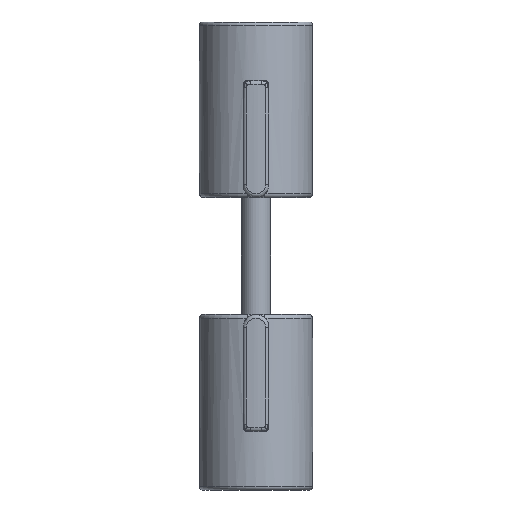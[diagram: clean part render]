
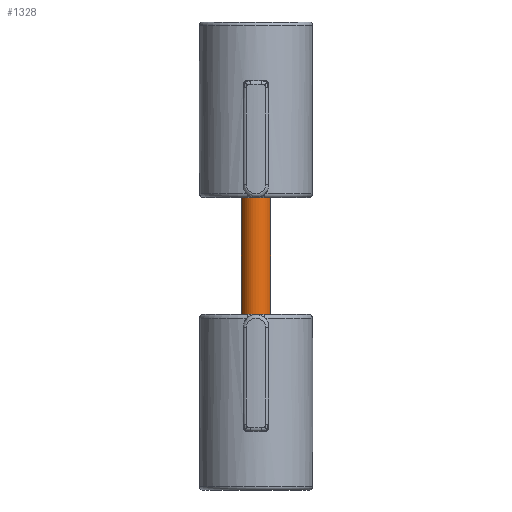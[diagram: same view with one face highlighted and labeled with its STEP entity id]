
A CAD part, left-side view. The second image highlights one B-rep face of the part: STEP entity #1328.
In plain terms, the highlighted cylindrical face has radius 0.4 mm (diameter 0.8 mm), a full revolution.
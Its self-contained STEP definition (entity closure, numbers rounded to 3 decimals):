
#59=ELLIPSE('',#1457,0.566,0.4);
#60=ELLIPSE('',#1458,0.566,0.4);
#83=CYLINDRICAL_SURFACE('',#1465,0.4);
#86=FACE_BOUND('',#380,.T.);
#140=LINE('',#4209,#194);
#194=VECTOR('',#1773,0.4);
#298=FACE_OUTER_BOUND('',#379,.T.);
#379=EDGE_LOOP('',(#1214,#1215,#1216,#1217));
#380=EDGE_LOOP('',(#1218,#1219));
#437=CIRCLE('',#1442,0.4);
#444=CIRCLE('',#1466,0.4);
#611=VERTEX_POINT('',#3751);
#624=VERTEX_POINT('',#3918);
#625=VERTEX_POINT('',#3919);
#635=VERTEX_POINT('',#4208);
#796=EDGE_CURVE('',#611,#611,#437,.T.);
#812=EDGE_CURVE('',#624,#625,#59,.T.);
#813=EDGE_CURVE('',#624,#625,#60,.T.);
#829=EDGE_CURVE('',#611,#635,#140,.T.);
#830=EDGE_CURVE('',#635,#635,#444,.T.);
#1214=ORIENTED_EDGE('',*,*,#796,.T.);
#1215=ORIENTED_EDGE('',*,*,#829,.T.);
#1216=ORIENTED_EDGE('',*,*,#830,.T.);
#1217=ORIENTED_EDGE('',*,*,#829,.F.);
#1218=ORIENTED_EDGE('',*,*,#813,.T.);
#1219=ORIENTED_EDGE('',*,*,#812,.F.);
#1328=ADVANCED_FACE('',(#298,#86),#83,.T.);
#1442=AXIS2_PLACEMENT_3D('',#3752,#1713,#1714);
#1457=AXIS2_PLACEMENT_3D('',#3920,#1748,#1749);
#1458=AXIS2_PLACEMENT_3D('',#3921,#1750,#1751);
#1465=AXIS2_PLACEMENT_3D('',#4207,#1771,#1772);
#1466=AXIS2_PLACEMENT_3D('',#4210,#1774,#1775);
#1713=DIRECTION('center_axis',(0.,0.,1.));
#1714=DIRECTION('ref_axis',(-1.,0.,0.));
#1748=DIRECTION('center_axis',(0.707,0.,0.707));
#1749=DIRECTION('ref_axis',(-0.707,0.,0.707));
#1750=DIRECTION('center_axis',(-0.707,0.,0.707));
#1751=DIRECTION('ref_axis',(-0.707,0.,-0.707));
#1771=DIRECTION('center_axis',(0.,0.,-1.));
#1772=DIRECTION('ref_axis',(1.,0.,0.));
#1773=DIRECTION('',(0.,0.,1.));
#1774=DIRECTION('center_axis',(0.,0.,-1.));
#1775=DIRECTION('ref_axis',(1.,0.,0.));
#3751=CARTESIAN_POINT('',(-4.997,-1.875,-0.478));
#3752=CARTESIAN_POINT('Origin',(-4.597,-1.875,-0.478));
#3918=CARTESIAN_POINT('',(-4.597,-2.275,1.122));
#3919=CARTESIAN_POINT('',(-4.597,-1.475,1.122));
#3920=CARTESIAN_POINT('Origin',(-4.597,-1.875,1.122));
#3921=CARTESIAN_POINT('Origin',(-4.597,-1.875,1.122));
#4207=CARTESIAN_POINT('Origin',(-4.597,-1.875,2.722));
#4208=CARTESIAN_POINT('',(-4.997,-1.875,2.722));
#4209=CARTESIAN_POINT('',(-4.997,-1.875,2.722));
#4210=CARTESIAN_POINT('Origin',(-4.597,-1.875,2.722));
